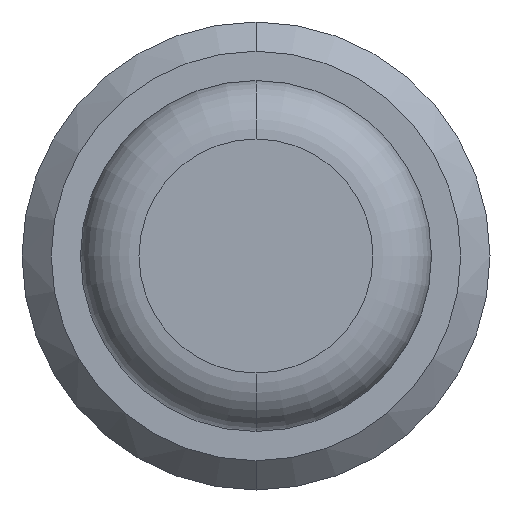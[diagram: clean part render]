
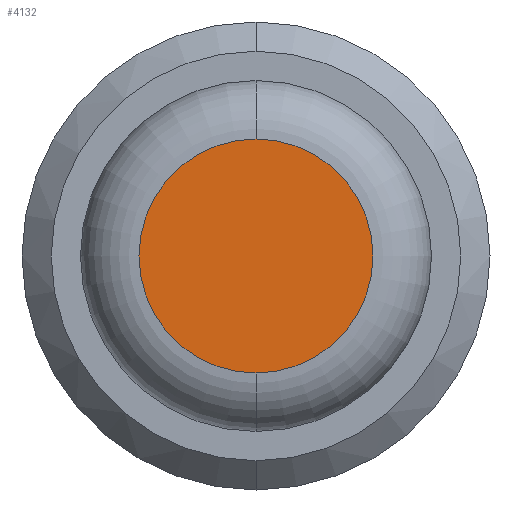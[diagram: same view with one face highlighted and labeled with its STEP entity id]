
A CAD part, front view. The second image highlights one B-rep face of the part: STEP entity #4132.
In plain terms, the highlighted planar face has unit normal (0, -1, 0).
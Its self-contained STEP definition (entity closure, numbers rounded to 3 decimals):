
#45 = ORIENTED_EDGE ( 'NONE', *, *, #962, .T. ) ;
#94 = CARTESIAN_POINT ( 'NONE',  ( 0., 0., 0. ) ) ;
#137 = DIRECTION ( 'NONE',  ( 0., -1., 0. ) ) ;
#446 = DIRECTION ( 'NONE',  ( 0., 0., -1. ) ) ;
#609 = AXIS2_PLACEMENT_3D ( 'NONE', #1149, #137, #3568 ) ;
#727 = CARTESIAN_POINT ( 'NONE',  ( 0., 0., -1. ) ) ;
#744 = VERTEX_POINT ( 'NONE', #787 ) ;
#787 = CARTESIAN_POINT ( 'NONE',  ( 0., 0., 1. ) ) ;
#962 = EDGE_CURVE ( 'Defeature ausgef�hrt1_0+Defeature ausgef�hrt1_5+Defeature ausgef�hrt1_5+Defeature ausgef�hrt1_5', #1163, #744, #3524, .T. ) ;
#1116 = ORIENTED_EDGE ( 'NONE', *, *, #2744, .T. ) ;
#1149 = CARTESIAN_POINT ( 'NONE',  ( 0., 0., 0. ) ) ;
#1163 = VERTEX_POINT ( 'NONE', #727 ) ;
#1303 = DIRECTION ( 'NONE',  ( 0., 0., -1. ) ) ;
#1667 = CARTESIAN_POINT ( 'NONE',  ( 0., 0., 0. ) ) ;
#1812 = DIRECTION ( 'NONE',  ( 0., -1., 0. ) ) ;
#1920 = AXIS2_PLACEMENT_3D ( 'NONE', #1667, #2337, #1303 ) ;
#1953 = CIRCLE ( 'NONE', #1920, 1. ) ;
#2178 = AXIS2_PLACEMENT_3D ( 'NONE', #94, #1812, #446 ) ;
#2337 = DIRECTION ( 'NONE',  ( 0., -1., 0. ) ) ;
#2418 = EDGE_LOOP ( 'NONE', ( #45, #1116 ) ) ;
#2536 = PLANE ( 'NONE',  #609 ) ;
#2702 = FACE_OUTER_BOUND ( 'NONE', #2418, .T. ) ;
#2744 = EDGE_CURVE ( 'Defeature ausgef�hrt1_0+Defeature ausgef�hrt1_5+Defeature ausgef�hrt1_5+Defeature ausgef�hrt1_5', #744, #1163, #1953, .T. ) ;
#3524 = CIRCLE ( 'NONE', #2178, 1. ) ;
#3568 = DIRECTION ( 'NONE',  ( 0., 0., -1. ) ) ;
#4132 = ADVANCED_FACE ( 'Defeature ausgef�hrt1_0', ( #2702 ), #2536, .T. ) ;
